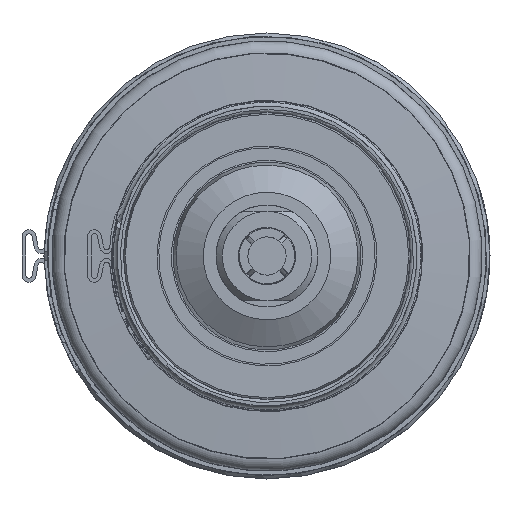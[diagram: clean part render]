
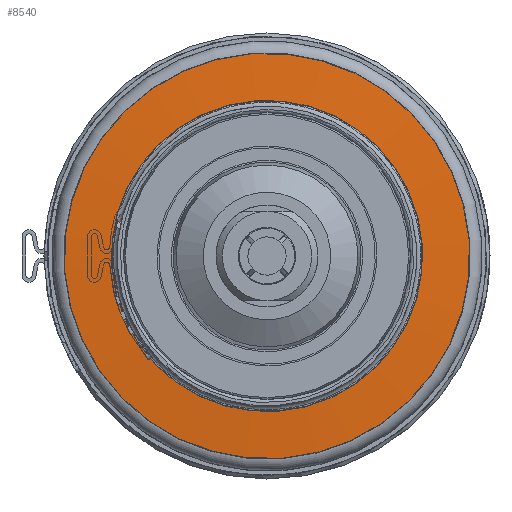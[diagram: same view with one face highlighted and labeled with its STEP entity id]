
A CAD part, left-side view. The second image highlights one B-rep face of the part: STEP entity #8540.
In plain terms, the highlighted conical face has half-angle 86 degrees and reference radius 28.16 mm.
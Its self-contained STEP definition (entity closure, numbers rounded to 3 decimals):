
#60=CONICAL_SURFACE('',#9316,28.16,86.);
#2076=FACE_BOUND('',#2987,.T.);
#2439=FACE_OUTER_BOUND('',#2986,.T.);
#2986=EDGE_LOOP('',(#7299));
#2987=EDGE_LOOP('',(#7300));
#3455=CIRCLE('',#9315,24.43);
#3456=CIRCLE('',#9317,31.89);
#4180=VERTEX_POINT('',#14767);
#4181=VERTEX_POINT('',#14770);
#5262=EDGE_CURVE('',#4180,#4180,#3455,.T.);
#5263=EDGE_CURVE('',#4181,#4181,#3456,.T.);
#7299=ORIENTED_EDGE('',*,*,#5262,.T.);
#7300=ORIENTED_EDGE('',*,*,#5263,.F.);
#8540=ADVANCED_FACE('',(#2439,#2076),#60,.T.);
#9315=AXIS2_PLACEMENT_3D('',#14768,#11227,#11228);
#9316=AXIS2_PLACEMENT_3D('',#14769,#11229,#11230);
#9317=AXIS2_PLACEMENT_3D('',#14771,#11231,#11232);
#11227=DIRECTION('center_axis',(1.,0.,0.));
#11228=DIRECTION('ref_axis',(0.,0.698,0.716));
#11229=DIRECTION('center_axis',(1.,0.,0.));
#11230=DIRECTION('ref_axis',(0.,-0.716,0.698));
#11231=DIRECTION('center_axis',(1.,0.,0.));
#11232=DIRECTION('ref_axis',(0.,0.698,0.716));
#14767=CARTESIAN_POINT('',(52.45,-17.493,17.054));
#14768=CARTESIAN_POINT('Origin',(52.45,0.,
0.));
#14769=CARTESIAN_POINT('Origin',(52.711,0.,
0.));
#14770=CARTESIAN_POINT('',(52.972,-22.834,22.261));
#14771=CARTESIAN_POINT('Origin',(52.972,0.,
0.));
